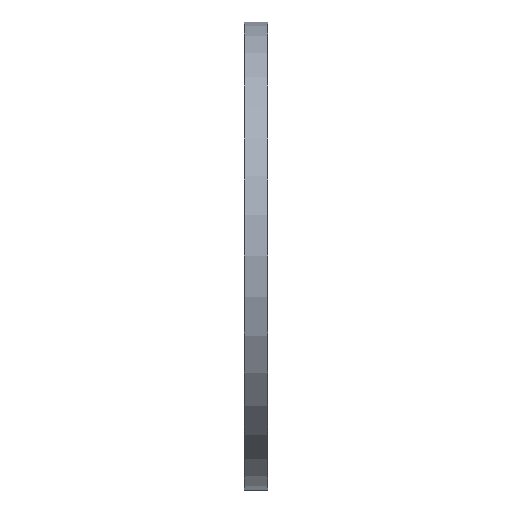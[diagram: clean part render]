
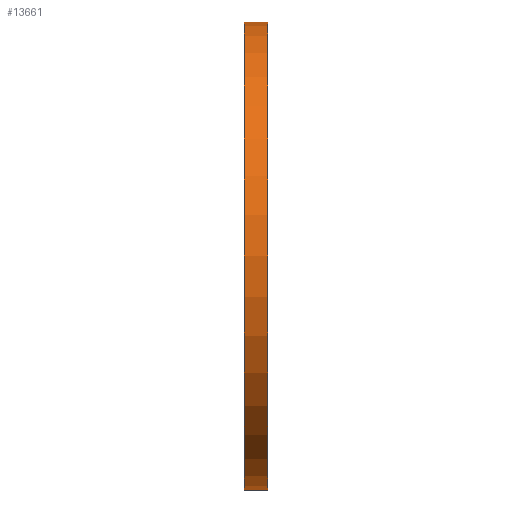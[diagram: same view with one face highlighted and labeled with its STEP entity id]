
A CAD part, left-side view. The second image highlights one B-rep face of the part: STEP entity #13661.
In plain terms, the highlighted cylindrical face has radius 60 mm (diameter 120 mm), a partial arc.
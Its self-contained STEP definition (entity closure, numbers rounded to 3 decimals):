
#718 = CIRCLE ( 'NONE', #10515, 60. ) ;
#732 = DIRECTION ( 'NONE',  ( 0., 1., 0. ) ) ;
#1105 = EDGE_CURVE ( 'NONE', #9599, #1844, #3044, .T. ) ;
#1674 = AXIS2_PLACEMENT_3D ( 'NONE', #14012, #732, #8509 ) ;
#1754 = CARTESIAN_POINT ( 'NONE',  ( 0., 6., 60. ) ) ;
#1844 = VERTEX_POINT ( 'NONE', #9516 ) ;
#2392 = CARTESIAN_POINT ( 'NONE',  ( 0., 6., 0. ) ) ;
#2397 = VECTOR ( 'NONE', #12309, 1000. ) ;
#2595 = CARTESIAN_POINT ( 'NONE',  ( 0., 6., 60. ) ) ;
#2895 = EDGE_CURVE ( 'NONE', #11200, #14351, #718, .T. ) ;
#3044 = CIRCLE ( 'NONE', #1674, 60. ) ;
#3448 = ORIENTED_EDGE ( 'NONE', *, *, #9592, .T. ) ;
#3478 = DIRECTION ( 'NONE',  ( 0., -1., 0. ) ) ;
#4496 = EDGE_CURVE ( 'NONE', #14351, #1844, #7472, .T. ) ;
#4517 = VECTOR ( 'NONE', #10586, 1000. ) ;
#4567 = CARTESIAN_POINT ( 'NONE',  ( 0., 6., -60. ) ) ;
#5114 = DIRECTION ( 'NONE',  ( 0., 1., 0. ) ) ;
#6066 = LINE ( 'NONE', #4567, #2397 ) ;
#6305 = CYLINDRICAL_SURFACE ( 'NONE', #12420, 60. ) ;
#6857 = CARTESIAN_POINT ( 'NONE',  ( 0., 0., -60. ) ) ;
#7472 = LINE ( 'NONE', #1754, #4517 ) ;
#8509 = DIRECTION ( 'NONE',  ( 0., 0., 1. ) ) ;
#9159 = CARTESIAN_POINT ( 'NONE',  ( 0., 6., -60. ) ) ;
#9516 = CARTESIAN_POINT ( 'NONE',  ( 0., 0., 60. ) ) ;
#9592 = EDGE_CURVE ( 'NONE', #11200, #9599, #6066, .T. ) ;
#9599 = VERTEX_POINT ( 'NONE', #6857 ) ;
#10015 = EDGE_LOOP ( 'NONE', ( #11501, #13115, #3448, #10229 ) ) ;
#10024 = DIRECTION ( 'NONE',  ( 0., 0., -1. ) ) ;
#10229 = ORIENTED_EDGE ( 'NONE', *, *, #1105, .T. ) ;
#10515 = AXIS2_PLACEMENT_3D ( 'NONE', #11730, #5114, #12801 ) ;
#10586 = DIRECTION ( 'NONE',  ( 0., -1., 0. ) ) ;
#11200 = VERTEX_POINT ( 'NONE', #9159 ) ;
#11501 = ORIENTED_EDGE ( 'NONE', *, *, #4496, .F. ) ;
#11730 = CARTESIAN_POINT ( 'NONE',  ( 0., 6., 0. ) ) ;
#12309 = DIRECTION ( 'NONE',  ( 0., -1., 0. ) ) ;
#12420 = AXIS2_PLACEMENT_3D ( 'NONE', #2392, #3478, #10024 ) ;
#12801 = DIRECTION ( 'NONE',  ( 0., 0., 1. ) ) ;
#13115 = ORIENTED_EDGE ( 'NONE', *, *, #2895, .F. ) ;
#13576 = FACE_OUTER_BOUND ( 'NONE', #10015, .T. ) ;
#13661 = ADVANCED_FACE ( 'NONE', ( #13576 ), #6305, .T. ) ;
#14012 = CARTESIAN_POINT ( 'NONE',  ( 0., 0., 0. ) ) ;
#14351 = VERTEX_POINT ( 'NONE', #2595 ) ;
